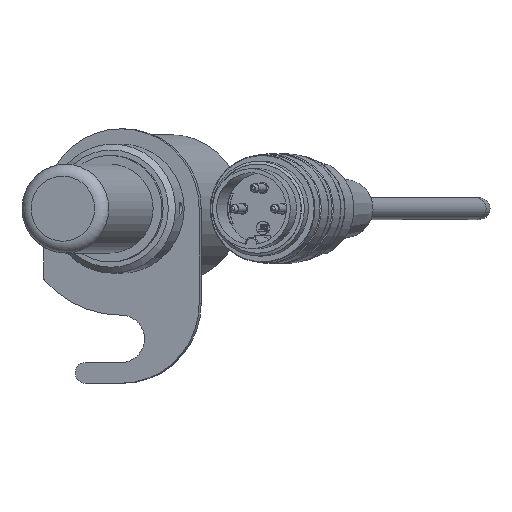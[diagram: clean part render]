
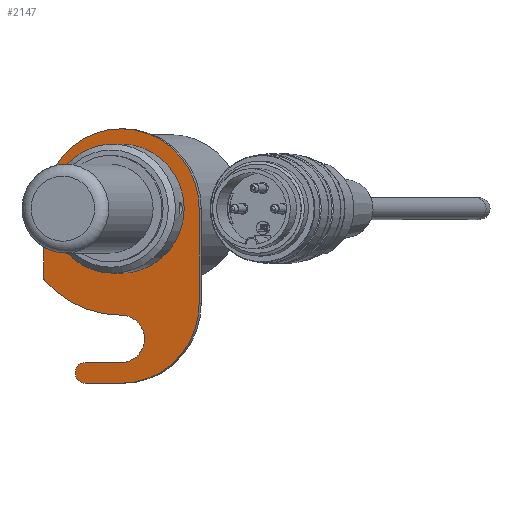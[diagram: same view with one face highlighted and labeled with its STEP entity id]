
A CAD part, left-side view. The second image highlights one B-rep face of the part: STEP entity #2147.
In plain terms, the highlighted planar face has unit normal (-0.974, 0.227, 0).
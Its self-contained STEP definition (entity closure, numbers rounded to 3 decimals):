
#115=LINE('',#3931,#222);
#120=LINE('',#3944,#227);
#123=LINE('',#3952,#230);
#126=LINE('',#3960,#233);
#222=VECTOR('',#2959,10.);
#227=VECTOR('',#2974,10.);
#230=VECTOR('',#2983,10.);
#233=VECTOR('',#2992,10.);
#329=PLANE('',#2411);
#397=FACE_BOUND('',#730,.T.);
#534=FACE_OUTER_BOUND('',#729,.T.);
#729=EDGE_LOOP('',(#1786,#1787,#1788,#1789,#1790,#1791,#1792,#1793,#1794));
#730=EDGE_LOOP('',(#1795));
#876=CIRCLE('',#2394,10.9);
#878=CIRCLE('',#2399,18.);
#879=CIRCLE('',#2401,4.);
#880=CIRCLE('',#2404,1.75);
#881=CIRCLE('',#2407,13.5);
#882=CIRCLE('',#2410,13.5);
#1057=VERTEX_POINT('',#3923);
#1059=VERTEX_POINT('',#3929);
#1060=VERTEX_POINT('',#3930);
#1061=VERTEX_POINT('',#3935);
#1062=VERTEX_POINT('',#3939);
#1063=VERTEX_POINT('',#3943);
#1064=VERTEX_POINT('',#3947);
#1065=VERTEX_POINT('',#3951);
#1066=VERTEX_POINT('',#3955);
#1067=VERTEX_POINT('',#3959);
#1299=EDGE_CURVE('',#1057,#1057,#876,.T.);
#1301=EDGE_CURVE('',#1059,#1060,#115,.T.);
#1304=EDGE_CURVE('',#1061,#1059,#878,.T.);
#1306=EDGE_CURVE('',#1062,#1061,#879,.T.);
#1308=EDGE_CURVE('',#1063,#1062,#120,.T.);
#1310=EDGE_CURVE('',#1064,#1063,#880,.T.);
#1312=EDGE_CURVE('',#1065,#1064,#123,.T.);
#1314=EDGE_CURVE('',#1066,#1065,#881,.T.);
#1316=EDGE_CURVE('',#1067,#1066,#126,.T.);
#1318=EDGE_CURVE('',#1060,#1067,#882,.T.);
#1786=ORIENTED_EDGE('',*,*,#1318,.F.);
#1787=ORIENTED_EDGE('',*,*,#1301,.F.);
#1788=ORIENTED_EDGE('',*,*,#1304,.F.);
#1789=ORIENTED_EDGE('',*,*,#1306,.F.);
#1790=ORIENTED_EDGE('',*,*,#1308,.F.);
#1791=ORIENTED_EDGE('',*,*,#1310,.F.);
#1792=ORIENTED_EDGE('',*,*,#1312,.F.);
#1793=ORIENTED_EDGE('',*,*,#1314,.F.);
#1794=ORIENTED_EDGE('',*,*,#1316,.F.);
#1795=ORIENTED_EDGE('',*,*,#1299,.T.);
#2147=ADVANCED_FACE('',(#534,#397),#329,.T.);
#2394=AXIS2_PLACEMENT_3D('',#3924,#2951,#2952);
#2399=AXIS2_PLACEMENT_3D('',#3936,#2964,#2965);
#2401=AXIS2_PLACEMENT_3D('',#3940,#2969,#2970);
#2404=AXIS2_PLACEMENT_3D('',#3948,#2978,#2979);
#2407=AXIS2_PLACEMENT_3D('',#3956,#2987,#2988);
#2410=AXIS2_PLACEMENT_3D('',#3963,#2996,#2997);
#2411=AXIS2_PLACEMENT_3D('',#3964,#2998,#2999);
#2951=DIRECTION('center_axis',(0.974,-0.227,0.));
#2952=DIRECTION('ref_axis',(-0.227,-0.974,0.));
#2959=DIRECTION('',(0.,0.,1.));
#2964=DIRECTION('center_axis',(0.974,-0.227,0.));
#2965=DIRECTION('ref_axis',(-0.17,-0.73,0.661));
#2969=DIRECTION('center_axis',(-0.974,0.227,0.));
#2970=DIRECTION('ref_axis',(0.,0.,-1.));
#2974=DIRECTION('',(-0.227,-0.974,0.));
#2978=DIRECTION('center_axis',(0.974,-0.227,0.));
#2979=DIRECTION('ref_axis',(-0.227,-0.974,0.));
#2983=DIRECTION('',(0.227,0.974,0.));
#2987=DIRECTION('center_axis',(0.974,-0.227,0.));
#2988=DIRECTION('ref_axis',(0.,0.,
1.));
#2992=DIRECTION('',(0.,0.,-1.));
#2996=DIRECTION('center_axis',(0.974,-0.227,0.));
#2997=DIRECTION('ref_axis',(0.227,0.974,0.));
#2998=DIRECTION('center_axis',(-0.974,0.227,0.));
#2999=DIRECTION('ref_axis',(-0.227,-0.974,0.));
#3923=CARTESIAN_POINT('',(-118.118,76.713,6.553));
#3924=CARTESIAN_POINT('Origin',(-120.596,66.098,6.553));
#3929=CARTESIAN_POINT('',(-117.527,79.245,-5.353));
#3930=CARTESIAN_POINT('',(-117.527,79.245,6.553));
#3931=CARTESIAN_POINT('',(-117.527,79.245,-5.353));
#3935=CARTESIAN_POINT('',(-120.596,66.098,-11.447));
#3936=CARTESIAN_POINT('Origin',(-120.596,66.098,6.553));
#3939=CARTESIAN_POINT('',(-120.596,66.098,-19.447));
#3940=CARTESIAN_POINT('Origin',(-120.596,66.098,-15.447));
#3943=CARTESIAN_POINT('',(-119.175,72.184,-19.447));
#3944=CARTESIAN_POINT('',(-119.175,72.184,-19.447));
#3947=CARTESIAN_POINT('',(-119.175,72.184,-22.947));
#3948=CARTESIAN_POINT('Origin',(-119.175,72.184,-21.197));
#3951=CARTESIAN_POINT('',(-120.596,66.098,-22.947));
#3952=CARTESIAN_POINT('',(-120.596,66.098,-22.947));
#3955=CARTESIAN_POINT('',(-123.664,52.951,-9.447));
#3956=CARTESIAN_POINT('Origin',(-120.596,66.098,-9.447));
#3959=CARTESIAN_POINT('',(-123.664,52.951,6.553));
#3960=CARTESIAN_POINT('',(-123.664,52.951,6.553));
#3963=CARTESIAN_POINT('Origin',(-120.596,66.098,6.553));
#3964=CARTESIAN_POINT('Origin',(-120.725,65.545,-3.768));
